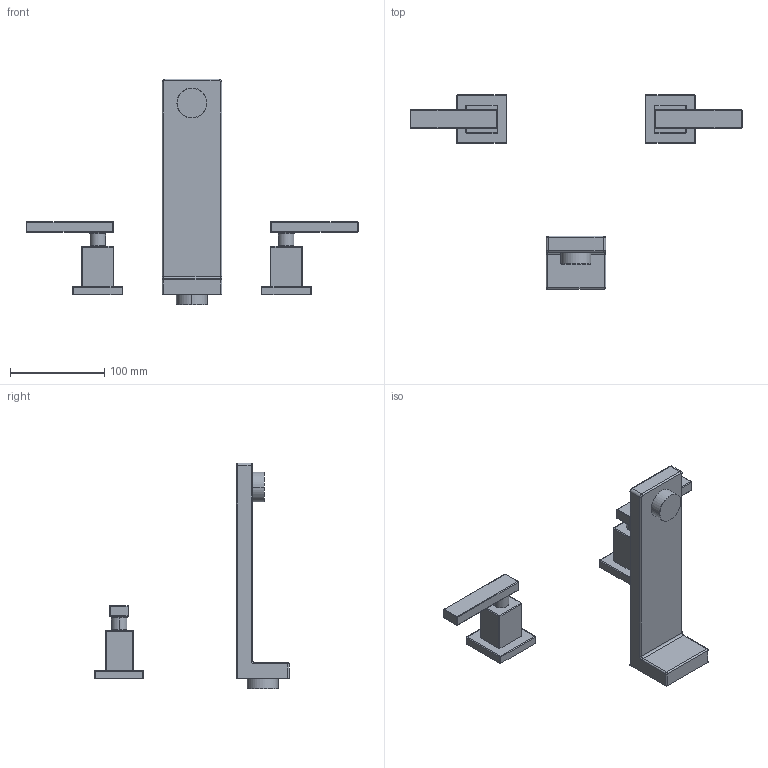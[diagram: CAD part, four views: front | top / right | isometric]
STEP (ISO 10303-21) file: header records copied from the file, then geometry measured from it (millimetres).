
FILE_DESCRIPTION((''),'2;1');
FILE_NAME('3-2565_SW0001','2020-12-02T09:18:26',('rsmith'),(''),'CREO PARAMETRIC BY PTC INC, 2018400','CREO PARAMETRIC BY PTC INC, 2018400','');
FILE_SCHEMA(('AUTOMOTIVE_DESIGN { 1 0 10303 214 1 1 1 1 }'));
Length unit declared in the file: inch
Products named in the file (1): 3-2565_SW0001
Bounding box: 352.43 x 206.12 x 239.73 mm (x, y, z)
Volume: 491204 mm3; surface area: 85191.4 mm2
Topology: 3 solids, 3 shells, 187 faces, 388 edges, 216 vertices
Faces by surface type: cylinder 88, plane 49, sphere 34, bspline 8, torus 8
Entity records: 8445 total; most frequent: CARTESIAN_POINT 1079, DIRECTION 936, ORIENTED_EDGE 776, PRESENTATION_STYLE_ASSIGNMENT 578, STYLED_ITEM 391, CURVE_STYLE 388, EDGE_CURVE 388, AXIS2_PLACEMENT_3D 377
